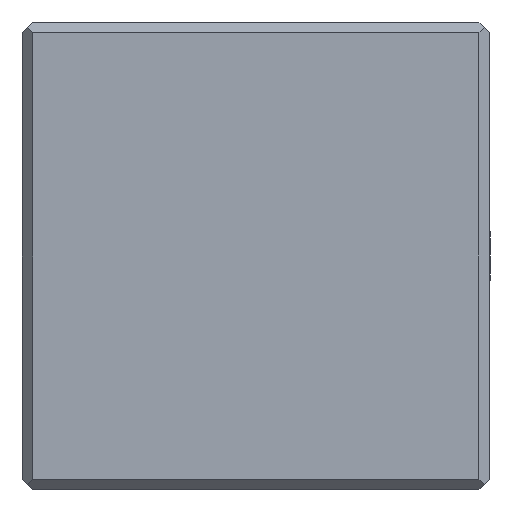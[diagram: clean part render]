
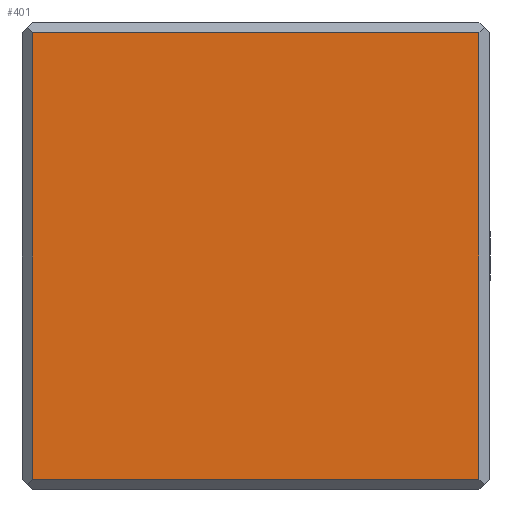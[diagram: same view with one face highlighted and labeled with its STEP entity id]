
A CAD part, left-side view. The second image highlights one B-rep face of the part: STEP entity #401.
In plain terms, the highlighted planar face has unit normal (-1, 0, 0).
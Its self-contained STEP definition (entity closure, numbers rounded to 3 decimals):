
#247 = CARTESIAN_POINT ( 'NONE',  ( 0., -1., 43.5 ) ) ;
#271 = AXIS2_PLACEMENT_3D ( 'NONE', #3439, #1029, #9689 ) ;
#401 = ADVANCED_FACE ( 'NONE', ( #3506 ), #9639, .T. ) ;
#564 = EDGE_CURVE ( 'NONE', #2237, #7435, #10861, .T. ) ;
#811 = ORIENTED_EDGE ( 'NONE', *, *, #15927, .T. ) ;
#895 = ORIENTED_EDGE ( 'NONE', *, *, #6630, .T. ) ;
#1029 = DIRECTION ( 'NONE',  ( -1., 0., 0. ) ) ;
#1587 = DIRECTION ( 'NONE',  ( 0., 0., 1. ) ) ;
#1619 = LINE ( 'NONE', #12041, #7620 ) ;
#1990 = DIRECTION ( 'NONE',  ( 0., -1., 0. ) ) ;
#2237 = VERTEX_POINT ( 'NONE', #15045 ) ;
#3439 = CARTESIAN_POINT ( 'NONE',  ( 0., -44.5, 0. ) ) ;
#3506 = FACE_OUTER_BOUND ( 'NONE', #11977, .T. ) ;
#3992 = ORIENTED_EDGE ( 'NONE', *, *, #7526, .T. ) ;
#4259 = VECTOR ( 'NONE', #1587, 1000. ) ;
#6504 = ORIENTED_EDGE ( 'NONE', *, *, #564, .T. ) ;
#6630 = EDGE_CURVE ( 'NONE', #9544, #2237, #1619, .T. ) ;
#6955 = LINE ( 'NONE', #7344, #8509 ) ;
#7344 = CARTESIAN_POINT ( 'NONE',  ( 0., -1., 0. ) ) ;
#7435 = VERTEX_POINT ( 'NONE', #9741 ) ;
#7526 = EDGE_CURVE ( 'NONE', #7435, #9947, #14762, .T. ) ;
#7620 = VECTOR ( 'NONE', #1990, 1000. ) ;
#8509 = VECTOR ( 'NONE', #9698, 1000. ) ;
#8742 = VECTOR ( 'NONE', #12573, 1000. ) ;
#9544 = VERTEX_POINT ( 'NONE', #12603 ) ;
#9639 = PLANE ( 'NONE',  #271 ) ;
#9689 = DIRECTION ( 'NONE',  ( 0., 0., 1. ) ) ;
#9698 = DIRECTION ( 'NONE',  ( 0., 0., -1. ) ) ;
#9741 = CARTESIAN_POINT ( 'NONE',  ( 0., -43.5, 43.5 ) ) ;
#9947 = VERTEX_POINT ( 'NONE', #247 ) ;
#10861 = LINE ( 'NONE', #11436, #4259 ) ;
#11436 = CARTESIAN_POINT ( 'NONE',  ( 0., -43.5, 43.5 ) ) ;
#11977 = EDGE_LOOP ( 'NONE', ( #811, #895, #6504, #3992 ) ) ;
#12041 = CARTESIAN_POINT ( 'NONE',  ( 0., -44.5, 1. ) ) ;
#12573 = DIRECTION ( 'NONE',  ( 0., 1., 0. ) ) ;
#12603 = CARTESIAN_POINT ( 'NONE',  ( 0., -1., 1. ) ) ;
#14762 = LINE ( 'NONE', #15001, #8742 ) ;
#15001 = CARTESIAN_POINT ( 'NONE',  ( 0., -44.5, 43.5 ) ) ;
#15045 = CARTESIAN_POINT ( 'NONE',  ( 0., -43.5, 1. ) ) ;
#15927 = EDGE_CURVE ( 'NONE', #9947, #9544, #6955, .T. ) ;
